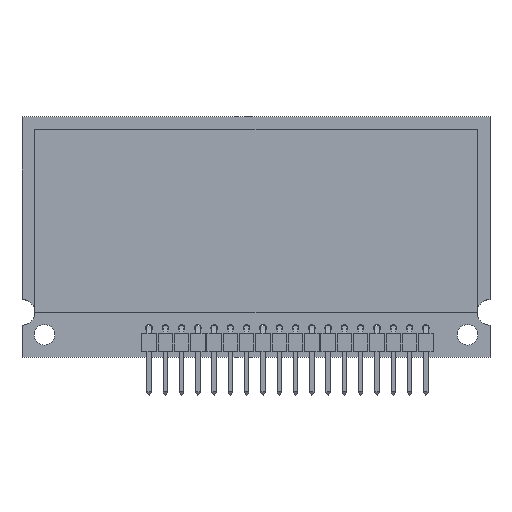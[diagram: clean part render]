
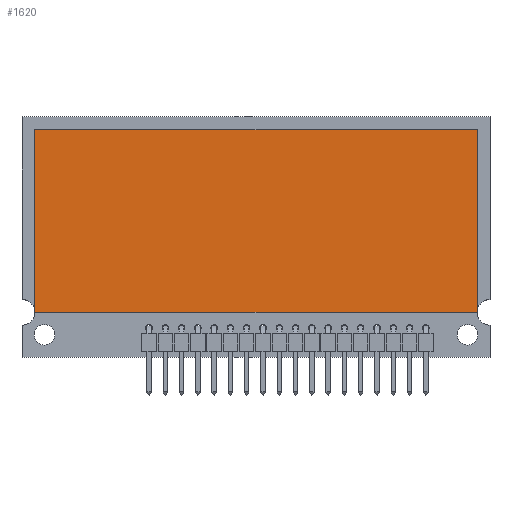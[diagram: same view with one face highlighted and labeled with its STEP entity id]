
A CAD part, top view. The second image highlights one B-rep face of the part: STEP entity #1620.
In plain terms, the highlighted planar face has unit normal (0, 0, 1).
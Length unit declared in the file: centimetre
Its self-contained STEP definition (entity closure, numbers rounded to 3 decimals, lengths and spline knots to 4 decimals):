
#489=VERTEX_POINT('',#2559);
#490=VERTEX_POINT('',#2560);
#493=VERTEX_POINT('',#2568);
#495=VERTEX_POINT('',#2574);
#550=VECTOR('',#2125,1.);
#554=VECTOR('',#2130,1.);
#557=VECTOR('',#2134,1.);
#560=VECTOR('',#2138,1.);
#630=LINE('',#2558,#550);
#634=LINE('',#2567,#554);
#637=LINE('',#2573,#557);
#640=LINE('',#2579,#560);
#790=EDGE_CURVE('',#489,#490,#630,.T.);
#794=EDGE_CURVE('',#490,#493,#634,.T.);
#797=EDGE_CURVE('',#493,#495,#637,.T.);
#800=EDGE_CURVE('',#495,#489,#640,.T.);
#1070=ORIENTED_EDGE('',*,*,#790,.F.);
#1071=ORIENTED_EDGE('',*,*,#800,.F.);
#1072=ORIENTED_EDGE('',*,*,#797,.F.);
#1073=ORIENTED_EDGE('',*,*,#794,.F.);
#1348=EDGE_LOOP('',(#1070,#1071,#1072,#1073));
#1541=FACE_BOUND('',#1348,.T.);
#1620=ADVANCED_FACE('',(#1541),#2751,.T.);
#1779=AXIS2_PLACEMENT_3D('',#2581,#2140,$);
#2125=DIRECTION('',(1.,0.,0.));
#2130=DIRECTION('',(0.,-1.,0.));
#2134=DIRECTION('',(-1.,0.,0.));
#2138=DIRECTION('',(0.,1.,0.));
#2140=DIRECTION('',(0.,0.,1.));
#2558=CARTESIAN_POINT('',(6.9,2.85,0.9));
#2559=CARTESIAN_POINT('',(0.,2.85,0.9));
#2560=CARTESIAN_POINT('',(6.9,2.85,0.9));
#2567=CARTESIAN_POINT('',(6.9,0.,0.9));
#2568=CARTESIAN_POINT('',(6.9,0.,0.9));
#2573=CARTESIAN_POINT('',(0.,0.,0.9));
#2574=CARTESIAN_POINT('',(0.,0.,0.9));
#2579=CARTESIAN_POINT('',(0.,2.85,0.9));
#2581=CARTESIAN_POINT('',(3.45,1.425,0.9));
#2751=PLANE('',#1779);
